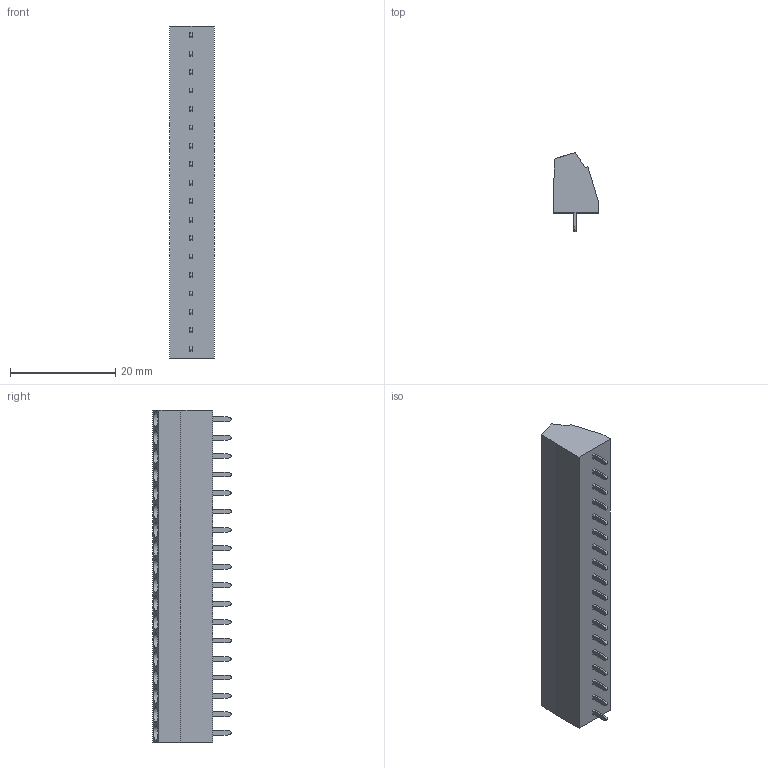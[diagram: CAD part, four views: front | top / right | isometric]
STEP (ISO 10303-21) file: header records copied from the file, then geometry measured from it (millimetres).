
FILE_DESCRIPTION((''),'2;1');
FILE_NAME('PRT0001','2024-10-19T',('sj'),(''),'PRO/ENGINEER BY PARAMETRIC TECHNOLOGY CORPORATION, 2013240','PRO/ENGINEER BY PARAMETRIC TECHNOLOGY CORPORATION, 2013240','');
FILE_SCHEMA(('AUTOMOTIVE_DESIGN_CC2 { 1 2 10303 214 -1 1 5 2 }'));
Length unit declared in the file: millimetre
Products named in the file (1): PRT0001
Bounding box: 8.4 x 14.9 x 63 mm (x, y, z)
Volume: 4631.2 mm3; surface area: 2936.2 mm2
Topology: 1 solids, 1 shells, 496 faces, 1176 edges, 736 vertices
Faces by surface type: plane 442, cylinder 54
Entity records: 13988 total; most frequent: CARTESIAN_POINT 2408, ORIENTED_EDGE 2352, DIRECTION 2348, EDGE_CURVE 1176, VECTOR 996, LINE 996, VERTEX_POINT 736, AXIS2_PLACEMENT_3D 676
